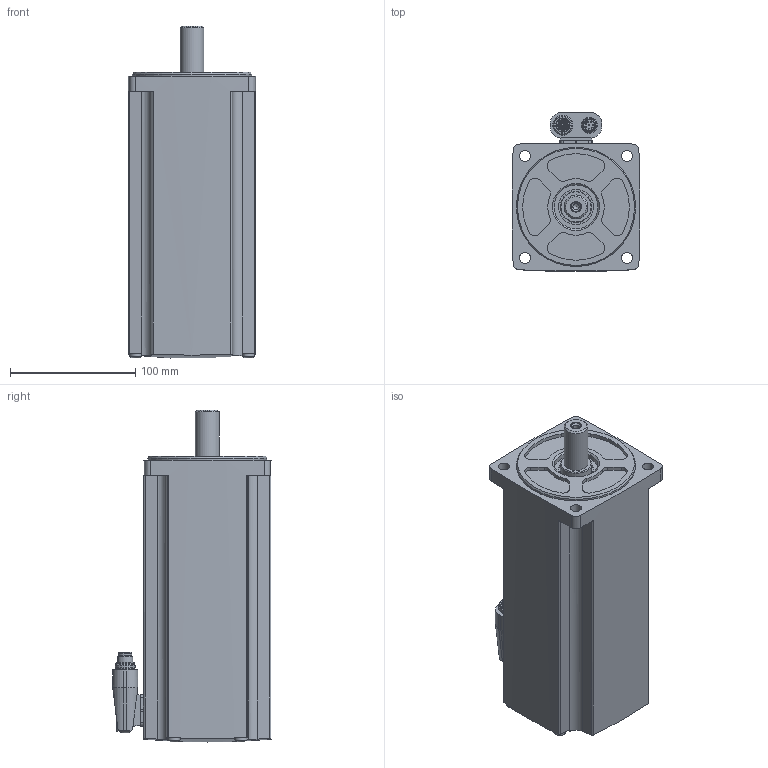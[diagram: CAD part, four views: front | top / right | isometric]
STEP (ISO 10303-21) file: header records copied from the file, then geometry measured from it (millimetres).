
FILE_DESCRIPTION(/* description */ ('STEP AP214'),/* implementation_level */ '2;1');
FILE_NAME(/* name */ '4267600_EMME-AS-100-M-HS-AMX',/* time_stamp */ '2024-08-27T23:24:09+02:00',/* author */ ('License CC BY-ND 4.0'),/* organization */ ('CADENAS'),/* preprocessor_version */ 'ST-DEVELOPER v19.3',/* originating_system */ 'PARTsolutions',/* authorisation */ ' ');
FILE_SCHEMA (('AUTOMOTIVE_DESIGN {1 0 10303 214 3 1 1}'));
Length unit declared in the file: millimetre
Products named in the file (1): 4267600 EMME-AS-100-M-HS-AMX
Bounding box: 101.82 x 126.5 x 264.72 mm (x, y, z)
Volume: 2087674.7 mm3; surface area: 119791.1 mm2
Topology: 1 solids, 1 shells, 309 faces, 772 edges, 502 vertices
Faces by surface type: plane 137, cylinder 131, cone 16, torus 16, sphere 9
Full cylindrical faces by diameter (mm): 0.8 x12, 1.25 x4, 1.65 x4, 2.8 x4, 4.917 x1, 6 x2, 9 x4, 9.5 x4, 10.773 x2, 11.8 x1, 12 x1, 14.773 x2, 16 x1, 19 x1, 25 x1, 28 x1, 35 x1, 95 x1
Entity records: 8681 total; most frequent: CARTESIAN_POINT 1597, DIRECTION 1541, ORIENTED_EDGE 1308, EDGE_CURVE 654, AXIS2_PLACEMENT_3D 622, VERTEX_POINT 472, FACE_BOUND 442, EDGE_LOOP 441
